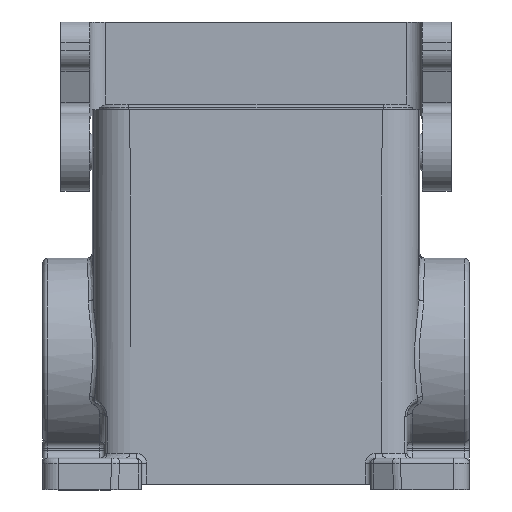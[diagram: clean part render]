
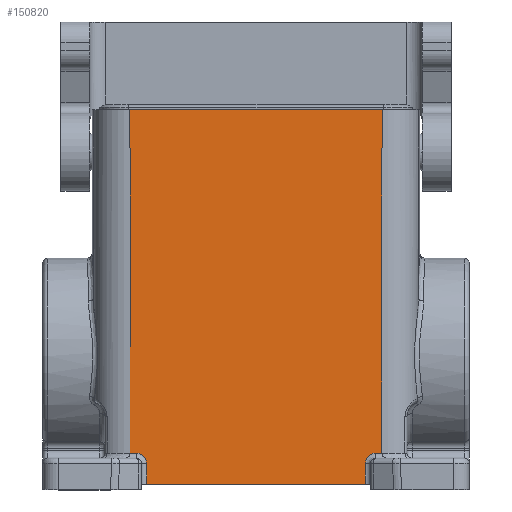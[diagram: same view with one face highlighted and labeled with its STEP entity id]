
A CAD part, top view. The second image highlights one B-rep face of the part: STEP entity #150820.
In plain terms, the highlighted planar face has unit normal (0, 0.009, 1).
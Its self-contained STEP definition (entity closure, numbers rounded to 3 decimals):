
#31120=CARTESIAN_POINT('',(-11.747,-51.408,
23.594));
#31130=VERTEX_POINT('',#31120);
#31220=CARTESIAN_POINT('',(-11.747,-55.4,23.628
));
#31230=VERTEX_POINT('',#31220);
#31260=CARTESIAN_POINT('',(-11.747,-0.009,
23.145));
#31270=DIRECTION('',(0.,1.,
-0.009));
#31280=VECTOR('',#31270,1.);
#31290=LINE('',#31260,#31280);
#31300=EDGE_CURVE('',#31230,#31130,#31290,.T.);
#41370=CARTESIAN_POINT('',(-53.747,-55.4,23.628)
);
#41380=VERTEX_POINT('',#41370);
#41410=CARTESIAN_POINT('',(0.,-55.4,23.628));
#41420=DIRECTION('',(-1.,0.,0.));
#41430=VECTOR('',#41420,1.);
#41440=LINE('',#41410,#41430);
#41450=EDGE_CURVE('',#31230,#41380,#41440,.T.);
#43580=CARTESIAN_POINT('',(-8.532,-49.4,23.576
));
#43590=VERTEX_POINT('',#43580);
#43660=CARTESIAN_POINT('',(-8.532,-28.9,23.397
));
#43670=VERTEX_POINT('',#43660);
#43700=CARTESIAN_POINT('',(-65.493,-28.9,23.397
));
#43710=DIRECTION('',(-1.,0.,0.));
#43720=VECTOR('',#43710,1.);
#43730=LINE('',#43700,#43720);
#43740=CARTESIAN_POINT('',(-8.534,-28.9,23.397
));
#43750=VERTEX_POINT('',#43740);
#43760=EDGE_CURVE('',#43670,#43750,#43730,.T.);
#43780=CARTESIAN_POINT('',(-8.529,0.061,
23.144));
#43790=DIRECTION('',(0.,-1.,
0.009));
#43800=VECTOR('',#43790,1.);
#43810=LINE('',#43780,#43800);
#43820=CARTESIAN_POINT('',(-8.527,16.6,23.));
#43830=VERTEX_POINT('',#43820);
#43840=EDGE_CURVE('',#43830,#43750,#43810,.T.);
#54970=CARTESIAN_POINT('',(-9.747,-49.408,
23.576));
#54980=VERTEX_POINT('',#54970);
#55130=CARTESIAN_POINT('',(-9.747,-49.408,
23.576));
#55140=CARTESIAN_POINT('',(-10.27,-49.408,
23.576));
#55150=CARTESIAN_POINT('',(-10.775,-49.599,
23.578));
#55160=CARTESIAN_POINT('',(-11.218,-49.937,
23.581));
#55170=CARTESIAN_POINT('',(-11.556,-50.38,
23.585));
#55180=CARTESIAN_POINT('',(-11.747,-50.885,
23.589));
#55190=CARTESIAN_POINT('',(-11.747,-51.408,
23.594));
#55200=B_SPLINE_CURVE_WITH_KNOTS('',6,(#55130,#55140,#55150,#55160,
#55170,#55180,#55190),.UNSPECIFIED.,.F.,.F.,(7,7),(0.,1.),.UNSPECIFIED.)
;
#55210=EDGE_CURVE('',#54980,#31130,#55200,.T.);
#55360=CARTESIAN_POINT('',(-8.532,-49.408,
23.576));
#55370=VERTEX_POINT('',#55360);
#55400=CARTESIAN_POINT('',(-7.532,-49.4,23.576
));
#55410=DIRECTION('',(0.,-0.009,-1.));
#55420=DIRECTION('',(0.,1.,
-0.009));
#55430=AXIS2_PLACEMENT_3D('',#55400,#55410,#55420);
#55440=ELLIPSE('',#55430,1.,1.);
#55450=EDGE_CURVE('',#55370,#43590,#55440,.T.);
#103650=CARTESIAN_POINT('',(-65.493,16.6,23.));
#103660=DIRECTION('',(1.,0.,0.));
#103670=VECTOR('',#103660,1.);
#103680=LINE('',#103650,#103670);
#103690=CARTESIAN_POINT('',(-56.966,16.6,23.));
#103700=VERTEX_POINT('',#103690);
#103710=EDGE_CURVE('',#103700,#43830,#103680,.T.);
#111810=CARTESIAN_POINT('',(-8.532,0.,23.145));
#111820=DIRECTION('',(0.,-1.,
0.009));
#111830=VECTOR('',#111820,1.);
#111840=LINE('',#111810,#111830);
#111850=EDGE_CURVE('',#43670,#43590,#111840,.T.);
#114090=CARTESIAN_POINT('',(0.,-49.408,23.576));
#114100=DIRECTION('',(-1.,0.,0.));
#114110=VECTOR('',#114100,1.);
#114120=LINE('',#114090,#114110);
#114130=EDGE_CURVE('',#55370,#54980,#114120,.T.);
#116180=CARTESIAN_POINT('',(-56.961,-49.408,
23.576));
#116190=VERTEX_POINT('',#116180);
#116220=CARTESIAN_POINT('',(-65.493,-49.408,
23.576));
#116230=DIRECTION('',(1.,0.,0.));
#116240=VECTOR('',#116230,1.);
#116250=LINE('',#116220,#116240);
#116260=CARTESIAN_POINT('',(-55.747,-49.408,
23.576));
#116270=VERTEX_POINT('',#116260);
#116280=EDGE_CURVE('',#116190,#116270,#116250,.T.);
#120080=CARTESIAN_POINT('',(-56.961,0.,
23.145));
#120090=DIRECTION('',(0.,-1.,
0.009));
#120100=VECTOR('',#120090,1.);
#120110=LINE('',#120080,#120100);
#120120=CARTESIAN_POINT('',(-56.961,-28.9,
23.397));
#120130=VERTEX_POINT('',#120120);
#120140=CARTESIAN_POINT('',(-56.961,-49.4,
23.576));
#120150=VERTEX_POINT('',#120140);
#120160=EDGE_CURVE('',#120130,#120150,#120110,.T.);
#150250=CARTESIAN_POINT('',(68.753,1.601,
23.131));
#150260=DIRECTION('',(-0.,-0.009,-1.));
#150270=DIRECTION('',(-1.,0.,0.));
#150280=AXIS2_PLACEMENT_3D('',#150250,#150260,#150270);
#150290=PLANE('',#150280);
#150300=ORIENTED_EDGE('',*,*,#31300,.T.);
#150310=ORIENTED_EDGE('',*,*,#41450,.F.);
#150320=CARTESIAN_POINT('',(-53.747,-0.009,
23.145));
#150330=DIRECTION('',(0.,1.,
-0.009));
#150340=VECTOR('',#150330,1.);
#150350=LINE('',#150320,#150340);
#150360=CARTESIAN_POINT('',(-53.747,-51.408,
23.594));
#150370=VERTEX_POINT('',#150360);
#150380=EDGE_CURVE('',#41380,#150370,#150350,.T.);
#150390=ORIENTED_EDGE('',*,*,#150380,.F.);
#150400=CARTESIAN_POINT('',(-55.747,-49.408,
23.576));
#150410=CARTESIAN_POINT('',(-55.223,-49.408,
23.576));
#150420=CARTESIAN_POINT('',(-54.718,-49.599,
23.578));
#150430=CARTESIAN_POINT('',(-54.275,-49.937,
23.581));
#150440=CARTESIAN_POINT('',(-53.937,-50.38,
23.585));
#150450=CARTESIAN_POINT('',(-53.747,-50.885,
23.589));
#150460=CARTESIAN_POINT('',(-53.747,-51.408,
23.594));
#150470=B_SPLINE_CURVE_WITH_KNOTS('',6,(#150400,#150410,#150420,#150430,
#150440,#150450,#150460),.UNSPECIFIED.,.F.,.F.,(7,7),(0.,1.),
.UNSPECIFIED.);
#150480=EDGE_CURVE('',#116270,#150370,#150470,.T.);
#150490=ORIENTED_EDGE('',*,*,#150480,.T.);
#150500=ORIENTED_EDGE('',*,*,#116280,.T.);
#150510=CARTESIAN_POINT('',(-57.961,-49.4,
23.576));
#150520=DIRECTION('',(0.,0.009,
1.));
#150530=DIRECTION('',(0.,1.,
-0.009));
#150540=AXIS2_PLACEMENT_3D('',#150510,#150520,#150530);
#150550=ELLIPSE('',#150540,1.,1.);
#150560=EDGE_CURVE('',#116190,#120150,#150550,.T.);
#150570=ORIENTED_EDGE('',*,*,#150560,.F.);
#150580=ORIENTED_EDGE('',*,*,#120160,.T.);
#150590=CARTESIAN_POINT('',(0.,-28.9,
23.397));
#150600=DIRECTION('',(1.,0.,0.));
#150610=VECTOR('',#150600,1.);
#150620=LINE('',#150590,#150610);
#150630=CARTESIAN_POINT('',(-56.959,-28.9,
23.397));
#150640=VERTEX_POINT('',#150630);
#150650=EDGE_CURVE('',#120130,#150640,#150620,.T.);
#150660=ORIENTED_EDGE('',*,*,#150650,.F.);
#150670=CARTESIAN_POINT('',(-56.964,0.061,
23.144));
#150680=DIRECTION('',(0.,-1.,
0.009));
#150690=VECTOR('',#150680,1.);
#150700=LINE('',#150670,#150690);
#150710=EDGE_CURVE('',#103700,#150640,#150700,.T.);
#150720=ORIENTED_EDGE('',*,*,#150710,.T.);
#150730=ORIENTED_EDGE('',*,*,#103710,.F.);
#150740=ORIENTED_EDGE('',*,*,#43840,.F.);
#150750=ORIENTED_EDGE('',*,*,#43760,.T.);
#150760=ORIENTED_EDGE('',*,*,#111850,.F.);
#150770=ORIENTED_EDGE('',*,*,#55450,.T.);
#150780=ORIENTED_EDGE('',*,*,#114130,.F.);
#150790=ORIENTED_EDGE('',*,*,#55210,.F.);
#150800=EDGE_LOOP('',(#150790,#150780,#150770,#150760,#150750,#150740,
#150730,#150720,#150660,#150580,#150570,#150500,#150490,#150390,#150310,
#150300));
#150810=FACE_OUTER_BOUND('',#150800,.T.);
#150820=ADVANCED_FACE('',(#150810),#150290,.F.);
